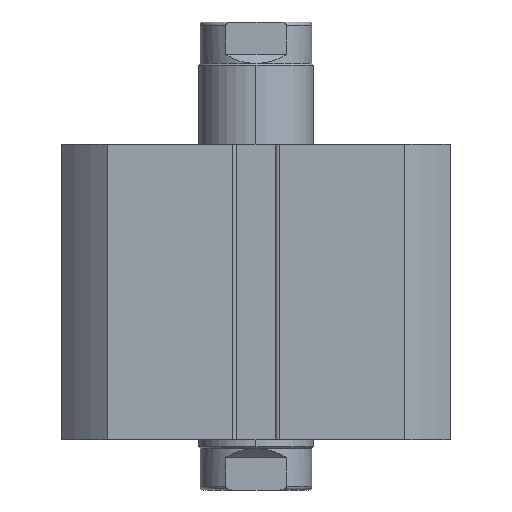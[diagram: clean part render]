
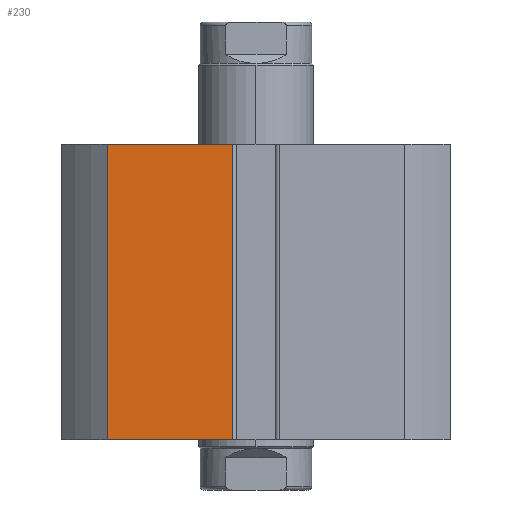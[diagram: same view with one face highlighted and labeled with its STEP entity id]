
A CAD part, front view. The second image highlights one B-rep face of the part: STEP entity #230.
In plain terms, the highlighted planar face has unit normal (0, -1, 0).
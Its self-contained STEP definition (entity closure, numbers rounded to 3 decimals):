
#230 = ADVANCED_FACE ( 'NONE', ( #1153 ), #2648, .F. ) ;
#1153 = FACE_OUTER_BOUND ( 'NONE', #7191, .T. ) ;
#1365 = LINE ( 'NONE', #2309, #1367 ) ;
#1367 = VECTOR ( 'NONE', #2466, 1000. ) ;
#1513 = LINE ( 'NONE', #2103, #1514 ) ;
#1514 = VECTOR ( 'NONE', #2334, 1000. ) ;
#2103 = CARTESIAN_POINT ( 'NONE',  ( -27., -27., 41. ) ) ;
#2309 = CARTESIAN_POINT ( 'NONE',  ( -27., -27., 0. ) ) ;
#2334 = DIRECTION ( 'NONE',  ( 1., 0., 0. ) ) ;
#2466 = DIRECTION ( 'NONE',  ( 1., 0., 0. ) ) ;
#2532 = CARTESIAN_POINT ( 'NONE',  ( -27., -27., 41. ) ) ;
#2548 = DIRECTION ( 'NONE',  ( 0., 0., 1. ) ) ;
#2549 = DIRECTION ( 'NONE',  ( 0., 1., 0. ) ) ;
#2648 = PLANE ( 'NONE',  #6160 ) ;
#3922 = LINE ( 'NONE', #5351, #3923 ) ;
#3923 = VECTOR ( 'NONE', #5350, 1000. ) ;
#3924 = LINE ( 'NONE', #5345, #3933 ) ;
#3933 = VECTOR ( 'NONE', #5336, 1000. ) ;
#4795 = CARTESIAN_POINT ( 'NONE',  ( -20.664, -27., 0. ) ) ;
#4798 = CARTESIAN_POINT ( 'NONE',  ( -3.2, -27., 0. ) ) ;
#4875 = CARTESIAN_POINT ( 'NONE',  ( -3.2, -27., 41. ) ) ;
#4890 = CARTESIAN_POINT ( 'NONE',  ( -20.664, -27., 41. ) ) ;
#5336 = DIRECTION ( 'NONE',  ( 0., 0., 1. ) ) ;
#5345 = CARTESIAN_POINT ( 'NONE',  ( -20.664, -27., 0. ) ) ;
#5350 = DIRECTION ( 'NONE',  ( 0., 0., 1. ) ) ;
#5351 = CARTESIAN_POINT ( 'NONE',  ( -3.2, -27., 41. ) ) ;
#5792 = EDGE_CURVE ( 'NONE', #7508, #7511, #1365, .T. ) ;
#5886 = EDGE_CURVE ( 'NONE', #7603, #7588, #1513, .T. ) ;
#6160 = AXIS2_PLACEMENT_3D ( 'NONE', #2532, #2549, #2548 ) ;
#6374 = EDGE_CURVE ( 'NONE', #7511, #7588, #3922, .T. ) ;
#6380 = EDGE_CURVE ( 'NONE', #7508, #7603, #3924, .T. ) ;
#6612 = ORIENTED_EDGE ( 'NONE', *, *, #5886, .F. ) ;
#6621 = ORIENTED_EDGE ( 'NONE', *, *, #6380, .F. ) ;
#6633 = ORIENTED_EDGE ( 'NONE', *, *, #5792, .T. ) ;
#6638 = ORIENTED_EDGE ( 'NONE', *, *, #6374, .T. ) ;
#7191 = EDGE_LOOP ( 'NONE', ( #6621, #6633, #6638, #6612 ) ) ;
#7508 = VERTEX_POINT ( 'NONE', #4795 ) ;
#7511 = VERTEX_POINT ( 'NONE', #4798 ) ;
#7588 = VERTEX_POINT ( 'NONE', #4875 ) ;
#7603 = VERTEX_POINT ( 'NONE', #4890 ) ;
